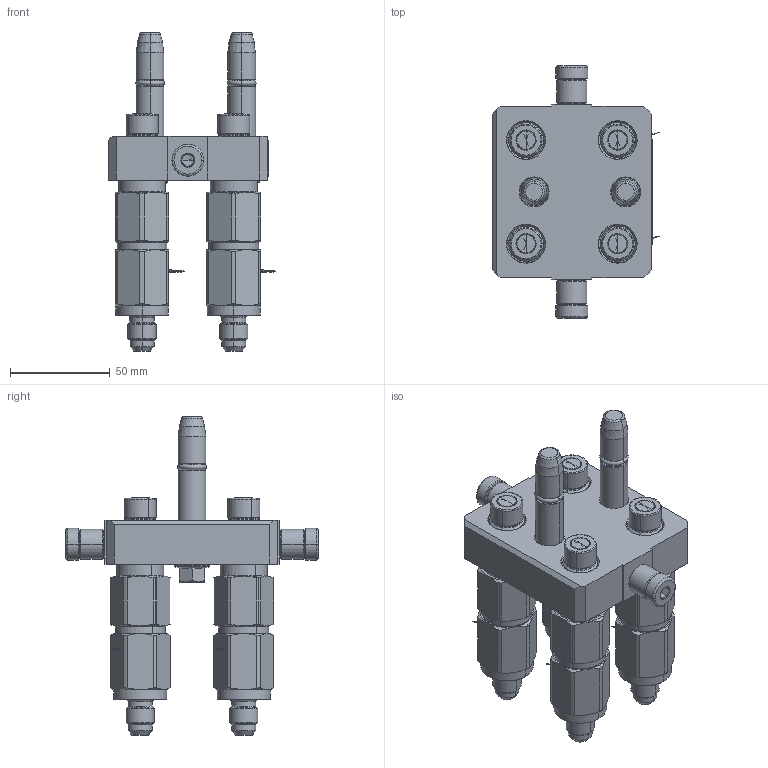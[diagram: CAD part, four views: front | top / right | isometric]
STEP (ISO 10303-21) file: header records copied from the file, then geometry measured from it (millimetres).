
FILE_DESCRIPTION (( 'STEP AP214' ), '1' );
FILE_NAME ('FASTER.step', '2024-11-26T13:06:59', ( '' ), ( '' ), 'SwSTEP 2.0', 'SolidWorks 2017', '' );
FILE_SCHEMA (( 'AUTOMOTIVE_DESIGN' ));
Length unit declared in the file: millimetre
Products named in the file (11): 4830_021_0000_000; 4820_010_1000_000; 3ffnp1413_38sm; or2_62x9_19_m; 1540_080_0008_000; FASTER; P404_M_BASE; 4830_013_3000_030; 4830_028_1000_011; et002
Assembly tree (18 placements, depth 3):
  FASTER
    P404_M_BASE
      4820_010_1000_000
      4830_021_0000_000  x2
      1540_080_0008_000  x2
      4830_013_3000_030  x2
      or2_62x9_19_m  x2
      4830_028_1000_011  x2
    3ffnp1413_38sm  x4
      3ffnp1413_38sm
    et002
Bounding box: 84.14 x 126.6 x 159.9 mm (x, y, z)
Volume: 2873.9 mm3; surface area: 98093.7 mm2
Topology: 5 solids, 68 shells, 2161 faces, 6484 edges, 4282 vertices
Faces by surface type: plane 1194, cylinder 375, cone 346, torus 128, bspline 118
Entity records: 47601 total; most frequent: CARTESIAN_POINT 12767, ORIENTED_EDGE 6546, DIRECTION 6054, EDGE_CURVE 3450, VECTOR 2446, LINE 2446, VERTEX_POINT 2267, AXIS2_PLACEMENT_3D 1804
